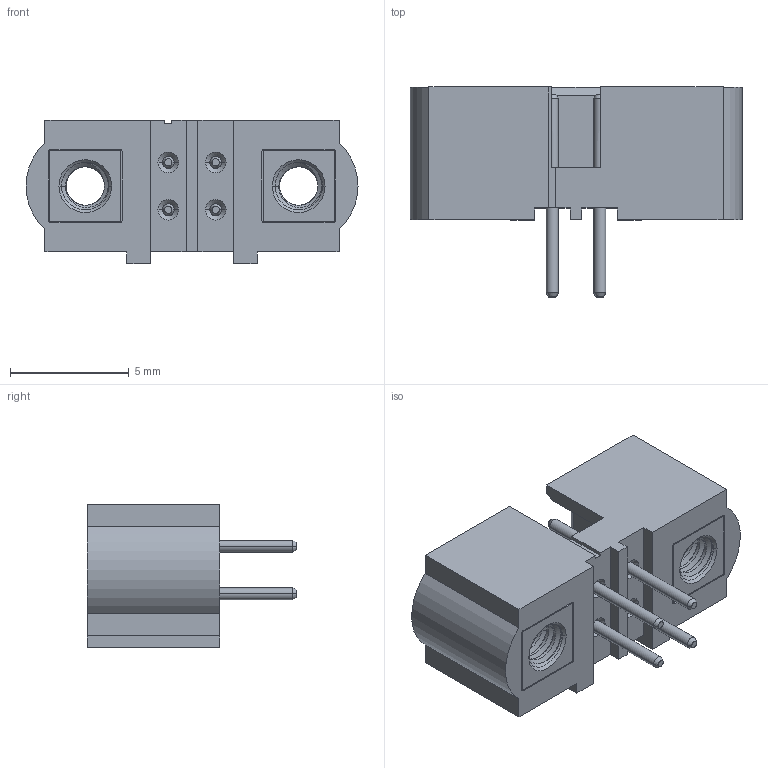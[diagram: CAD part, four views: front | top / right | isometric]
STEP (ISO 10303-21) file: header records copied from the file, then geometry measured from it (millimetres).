
FILE_DESCRIPTION((''),'2;1');
FILE_NAME('M80-5002022_ASM','2012-03-22T',('wbourne'),(''),'PRO/ENGINEER BY PARAMETRIC TECHNOLOGY CORPORATION, 2010280','PRO/ENGINEER BY PARAMETRIC TECHNOLOGY CORPORATION, 2010280','');
FILE_SCHEMA(('CONFIG_CONTROL_DESIGN','SHAPE_APPEARANCE_LAYERS_GROUPS'));
Length unit declared in the file: millimetre
Products named in the file (4): M80-2702098; M80-0200049; M80-210; M80-5002022_ASM
Assembly tree (7 placements, depth 2):
  M80-5002022_ASM
    M80-2702098
    M80-0200049  x4
    M80-210  x2
Bounding box: 14 x 8.85 x 6.05 mm (x, y, z)
Volume: 294.5 mm3; surface area: 808.3 mm2
Topology: 7 solids, 9 shells, 293 faces, 725 edges, 458 vertices
Faces by surface type: plane 119, cylinder 94, cone 40, bspline 40
Entity records: 9912 total; most frequent: CARTESIAN_POINT 4426, ORIENTED_EDGE 850, DIRECTION 791, PRESENTATION_STYLE_ASSIGNMENT 436, STYLED_ITEM 431, CURVE_STYLE 427, EDGE_CURVE 427, AXIS2_PLACEMENT_3D 276
